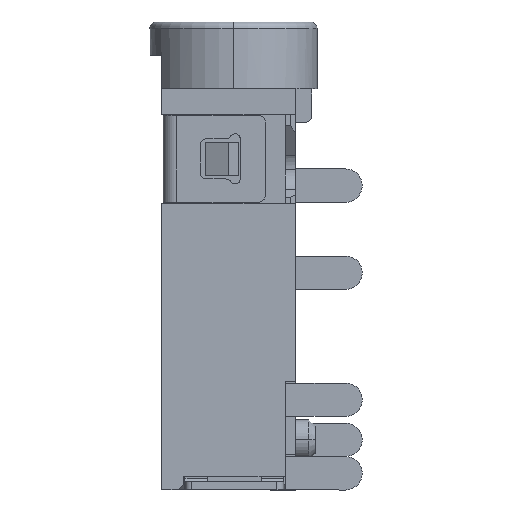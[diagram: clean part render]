
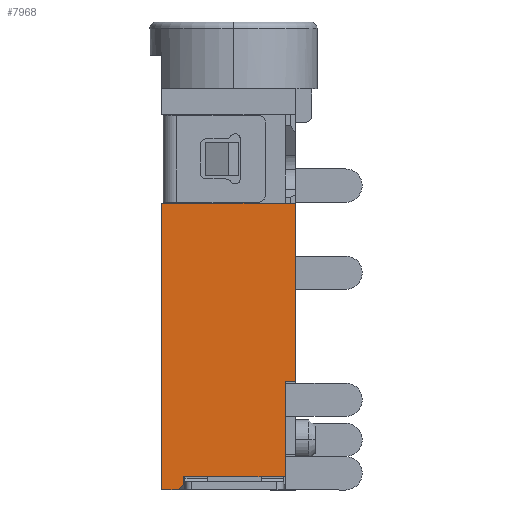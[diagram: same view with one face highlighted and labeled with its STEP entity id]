
A CAD part, left-side view. The second image highlights one B-rep face of the part: STEP entity #7968.
In plain terms, the highlighted planar face has unit normal (-1, 0, 0).
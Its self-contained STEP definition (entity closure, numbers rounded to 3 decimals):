
#122 = ORIENTED_EDGE ( 'NONE', *, *, #14494, .T. ) ;
#246 = VERTEX_POINT ( 'NONE', #6716 ) ;
#262 = ORIENTED_EDGE ( 'NONE', *, *, #465, .T. ) ;
#420 = CARTESIAN_POINT ( 'NONE',  ( -3.15, 1.35, 0.4 ) ) ;
#453 = CARTESIAN_POINT ( 'NONE',  ( -3.15, 2., 12. ) ) ;
#465 = EDGE_CURVE ( 'NONE', #8168, #6146, #4972, .T. ) ;
#768 = ORIENTED_EDGE ( 'NONE', *, *, #12279, .F. ) ;
#769 = EDGE_CURVE ( 'NONE', #2409, #9191, #15506, .T. ) ;
#2196 = AXIS2_PLACEMENT_3D ( 'NONE', #453, #12199, #11077 ) ;
#2409 = VERTEX_POINT ( 'NONE', #6300 ) ;
#2990 = ORIENTED_EDGE ( 'NONE', *, *, #14764, .T. ) ;
#3024 = DIRECTION ( 'NONE',  ( 0., -0.707, 0.707 ) ) ;
#3189 = VECTOR ( 'NONE', #3223, 1000. ) ;
#3223 = DIRECTION ( 'NONE',  ( 0., -1., 0. ) ) ;
#3592 = CARTESIAN_POINT ( 'NONE',  ( -3.15, 2., 8.58 ) ) ;
#3805 = CARTESIAN_POINT ( 'NONE',  ( -3.15, -1.7, 3.25 ) ) ;
#3933 = CARTESIAN_POINT ( 'NONE',  ( -3.15, 1.5, 0. ) ) ;
#4340 = LINE ( 'NONE', #9611, #4741 ) ;
#4741 = VECTOR ( 'NONE', #3024, 1000. ) ;
#4752 = VERTEX_POINT ( 'NONE', #9812 ) ;
#4972 = LINE ( 'NONE', #6440, #11207 ) ;
#5149 = VECTOR ( 'NONE', #15957, 1000. ) ;
#5250 = CARTESIAN_POINT ( 'NONE',  ( -3.15, 1.35, 0.4 ) ) ;
#5593 = ORIENTED_EDGE ( 'NONE', *, *, #15960, .F. ) ;
#6146 = VERTEX_POINT ( 'NONE', #3592 ) ;
#6300 = CARTESIAN_POINT ( 'NONE',  ( -3.15, -2., 3.25 ) ) ;
#6440 = CARTESIAN_POINT ( 'NONE',  ( -3.15, -2.65, 8.58 ) ) ;
#6716 = CARTESIAN_POINT ( 'NONE',  ( -3.15, -1.7, 0.4 ) ) ;
#6872 = EDGE_CURVE ( 'NONE', #13071, #10847, #4340, .T. ) ;
#7363 = CARTESIAN_POINT ( 'NONE',  ( -3.15, -2., 8.58 ) ) ;
#7597 = VECTOR ( 'NONE', #11299, 1000. ) ;
#7968 = ADVANCED_FACE ( 'NONE', ( #9869 ), #8562, .F. ) ;
#7977 = LINE ( 'NONE', #14709, #13394 ) ;
#8076 = DIRECTION ( 'NONE',  ( 0., 0., -1. ) ) ;
#8109 = CARTESIAN_POINT ( 'NONE',  ( -3.15, 1.35, 0.15 ) ) ;
#8168 = VERTEX_POINT ( 'NONE', #7363 ) ;
#8340 = VECTOR ( 'NONE', #12142, 1000. ) ;
#8562 = PLANE ( 'NONE',  #2196 ) ;
#9191 = VERTEX_POINT ( 'NONE', #3805 ) ;
#9365 = LINE ( 'NONE', #14656, #13168 ) ;
#9611 = CARTESIAN_POINT ( 'NONE',  ( -3.15, 1.35, 0.15 ) ) ;
#9731 = EDGE_CURVE ( 'NONE', #8168, #2409, #10773, .T. ) ;
#9812 = CARTESIAN_POINT ( 'NONE',  ( -3.15, 2., 0. ) ) ;
#9869 = FACE_OUTER_BOUND ( 'NONE', #13218, .T. ) ;
#10024 = ORIENTED_EDGE ( 'NONE', *, *, #6872, .T. ) ;
#10039 = DIRECTION ( 'NONE',  ( 0., 1., 0. ) ) ;
#10411 = CARTESIAN_POINT ( 'NONE',  ( -3.15, 1.35, 0.4 ) ) ;
#10531 = ORIENTED_EDGE ( 'NONE', *, *, #12479, .F. ) ;
#10658 = LINE ( 'NONE', #10411, #5149 ) ;
#10773 = LINE ( 'NONE', #16057, #8340 ) ;
#10847 = VERTEX_POINT ( 'NONE', #8109 ) ;
#11077 = DIRECTION ( 'NONE',  ( 0., 1., 0. ) ) ;
#11094 = LINE ( 'NONE', #15092, #3189 ) ;
#11207 = VECTOR ( 'NONE', #16651, 1000. ) ;
#11299 = DIRECTION ( 'NONE',  ( 0., 1., 0. ) ) ;
#11942 = VERTEX_POINT ( 'NONE', #5250 ) ;
#12142 = DIRECTION ( 'NONE',  ( 0., 0., -1. ) ) ;
#12199 = DIRECTION ( 'NONE',  ( 1., 0., 0. ) ) ;
#12257 = LINE ( 'NONE', #420, #7597 ) ;
#12279 = EDGE_CURVE ( 'NONE', #9191, #246, #7977, .T. ) ;
#12479 = EDGE_CURVE ( 'NONE', #246, #11942, #12257, .T. ) ;
#13071 = VERTEX_POINT ( 'NONE', #3933 ) ;
#13168 = VECTOR ( 'NONE', #8076, 1000. ) ;
#13218 = EDGE_LOOP ( 'NONE', ( #122, #10024, #5593, #10531, #768, #15784, #14940, #262, #2990 ) ) ;
#13394 = VECTOR ( 'NONE', #15749, 1000. ) ;
#14494 = EDGE_CURVE ( 'NONE', #4752, #13071, #11094, .T. ) ;
#14656 = CARTESIAN_POINT ( 'NONE',  ( -3.15, 2., 12. ) ) ;
#14709 = CARTESIAN_POINT ( 'NONE',  ( -3.15, -1.7, 1.05 ) ) ;
#14764 = EDGE_CURVE ( 'NONE', #6146, #4752, #9365, .T. ) ;
#14940 = ORIENTED_EDGE ( 'NONE', *, *, #9731, .F. ) ;
#15092 = CARTESIAN_POINT ( 'NONE',  ( -3.15, 2., 0. ) ) ;
#15333 = CARTESIAN_POINT ( 'NONE',  ( -3.15, -2., 3.25 ) ) ;
#15506 = LINE ( 'NONE', #15333, #17045 ) ;
#15749 = DIRECTION ( 'NONE',  ( 0., 0., -1. ) ) ;
#15784 = ORIENTED_EDGE ( 'NONE', *, *, #769, .F. ) ;
#15957 = DIRECTION ( 'NONE',  ( 0., 0., -1. ) ) ;
#15960 = EDGE_CURVE ( 'NONE', #11942, #10847, #10658, .T. ) ;
#16057 = CARTESIAN_POINT ( 'NONE',  ( -3.15, -2., 12. ) ) ;
#16651 = DIRECTION ( 'NONE',  ( 0., 1., 0. ) ) ;
#17045 = VECTOR ( 'NONE', #10039, 1000. ) ;
